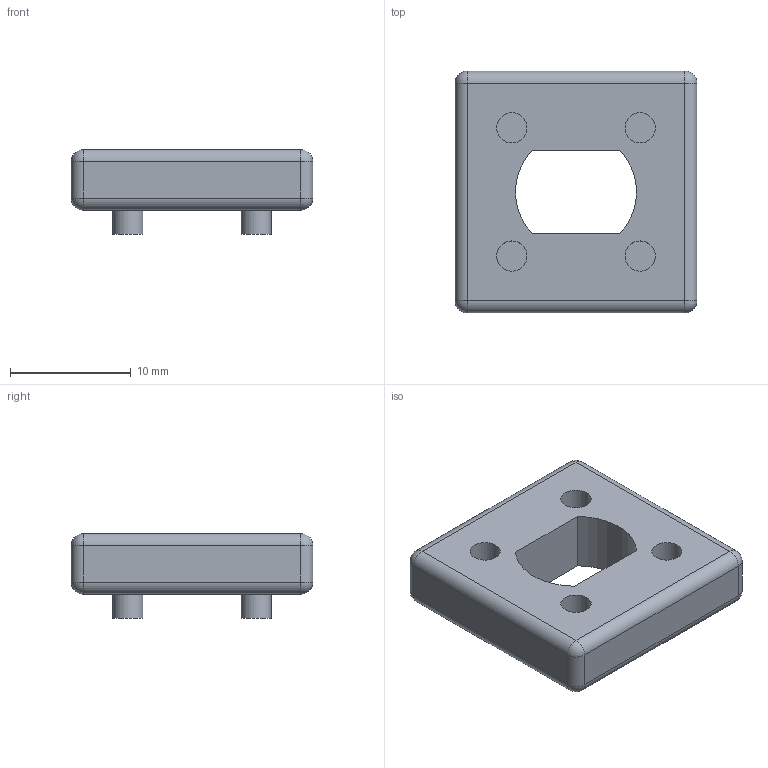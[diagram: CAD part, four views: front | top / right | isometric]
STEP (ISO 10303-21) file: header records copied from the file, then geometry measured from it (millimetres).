
FILE_DESCRIPTION(/* description */ ('STEP AP203'),/* implementation_level */ '2;1');
FILE_NAME(/* name */ 'PMB45B-5.stp',/* time_stamp */ '2022-07-12T12:23:52+02:00',/* author */ (''),/* organization */ (''),/* preprocessor_version */ 'ST-DEVELOPER v18.1',/* originating_system */ 'Autodesk Inventor 2021',/* authorisation */ '');
FILE_SCHEMA (('AUTOMOTIVE_DESIGN { 1 0 10303 214 3 1 1 }'));
Length unit declared in the file: millimetre
Products named in the file (1): PMB45B-5
Bounding box: 20 x 20 x 7 mm (x, y, z)
Volume: 1618 mm3; surface area: 1254 mm2
Topology: 1 solids, 1 shells, 42 faces, 86 edges, 44 vertices
Faces by surface type: cylinder 20, plane 14, sphere 8
Full cylindrical faces by diameter (mm): 2.5 x6
Entity records: 1075 total; most frequent: DIRECTION 204, CARTESIAN_POINT 165, ORIENTED_EDGE 156, AXIS2_PLACEMENT_3D 83, EDGE_CURVE 78, EDGE_LOOP 50, VERTEX_POINT 44, FACE_OUTER_BOUND 42
